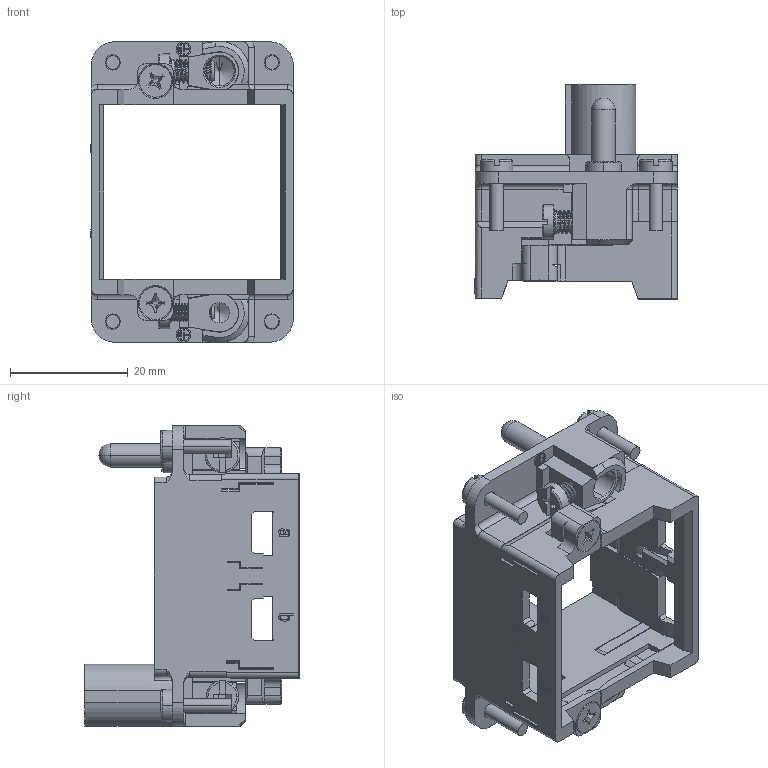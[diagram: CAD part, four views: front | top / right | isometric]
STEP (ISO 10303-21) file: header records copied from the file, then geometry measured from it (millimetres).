
FILE_DESCRIPTION((''),'2;1');
FILE_NAME('PRT0380','2019-01-14T',('zl.chen'),(''),'PRO/ENGINEER BY PARAMETRIC TECHNOLOGY CORPORATION, 2013430','PRO/ENGINEER BY PARAMETRIC TECHNOLOGY CORPORATION, 2013430','');
FILE_SCHEMA(('CONFIG_CONTROL_DESIGN','SHAPE_APPEARANCE_LAYERS_GROUPS'));
Length unit declared in the file: millimetre
Products named in the file (1): PRT0380
Bounding box: 34.4 x 36.35 x 51 mm (x, y, z)
Volume: 9843.3 mm3; surface area: 12897 mm2
Topology: 2 solids, 5 shells, 1165 faces, 3445 edges, 2288 vertices
Faces by surface type: plane 626, cylinder 276, extrusion 97, cone 59, bspline 53, torus 50, sphere 4
Entity records: 46393 total; most frequent: CARTESIAN_POINT 16024, ORIENTED_EDGE 6870, DIRECTION 5437, EDGE_CURVE 3435, VERTEX_POINT 2288, VECTOR 2189, LINE 2092, AXIS2_PLACEMENT_3D 1624
